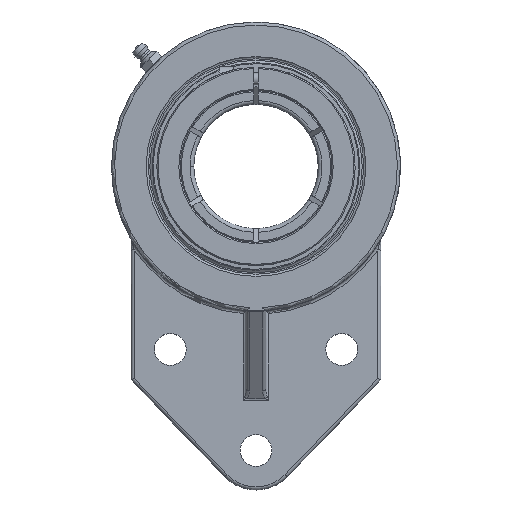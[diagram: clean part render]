
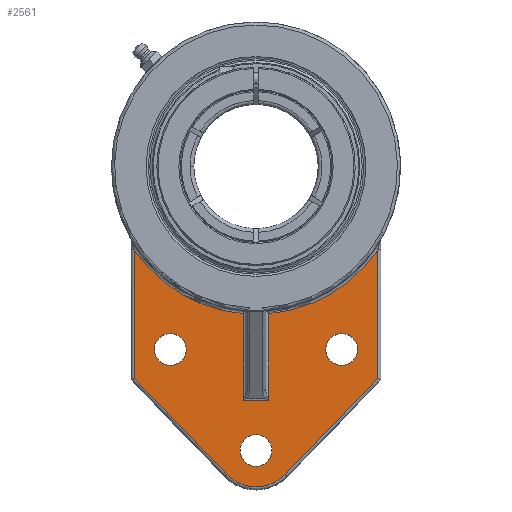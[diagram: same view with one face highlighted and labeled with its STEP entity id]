
A CAD part, top view. The second image highlights one B-rep face of the part: STEP entity #2561.
In plain terms, the highlighted planar face has unit normal (0, 0, 1).
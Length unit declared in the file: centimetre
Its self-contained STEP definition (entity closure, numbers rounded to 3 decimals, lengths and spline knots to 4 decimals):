
#934=CARTESIAN_POINT('',(-0.527,-9.5385,1.4));
#935=VERTEX_POINT('',#934);
#1453=CARTESIAN_POINT('',(0.527,-9.5385,1.4));
#1454=VERTEX_POINT('',#1453);
#1656=CARTESIAN_POINT('',(-5.2397,-9.5385,1.4));
#1657=DIRECTION('',(1.,0.,-0.));
#1658=VECTOR('',#1657,10.4794);
#1659=LINE('',#1656,#1658);
#1660=EDGE_CURVE('',#935,#1454,#1659,.T.);
#1673=CARTESIAN_POINT('',(0.527,-6.0039,1.4));
#1674=VERTEX_POINT('',#1673);
#1675=CARTESIAN_POINT('',(0.527,-13.3397,1.4));
#1676=DIRECTION('',(-0.,1.,0.));
#1677=VECTOR('',#1676,10.2677);
#1678=LINE('',#1675,#1677);
#1679=EDGE_CURVE('',#1454,#1674,#1678,.T.);
#1710=CARTESIAN_POINT('',(-0.527,-6.0039,1.4));
#1711=VERTEX_POINT('',#1710);
#1729=CARTESIAN_POINT('',(-0.527,-3.072,1.4));
#1730=DIRECTION('',(0.,-1.,0.));
#1731=VECTOR('',#1730,10.2677);
#1732=LINE('',#1729,#1731);
#1733=EDGE_CURVE('',#1711,#935,#1732,.T.);
#1746=CARTESIAN_POINT('',(4.973,-3.405,1.4));
#1747=VERTEX_POINT('',#1746);
#1755=CARTESIAN_POINT('',(4.973,-8.649,1.4));
#1756=VERTEX_POINT('',#1755);
#1757=CARTESIAN_POINT('',(4.973,-2.8265,1.4));
#1758=DIRECTION('',(0.,-1.,0.));
#1759=VECTOR('',#1758,10.5132);
#1760=LINE('',#1757,#1759);
#1761=EDGE_CURVE('',#1747,#1756,#1760,.T.);
#2066=CARTESIAN_POINT('',(-1.1876,-12.5689,1.4));
#2067=VERTEX_POINT('',#2066);
#2075=CARTESIAN_POINT('',(-4.973,-8.649,1.4));
#2076=VERTEX_POINT('',#2075);
#2077=CARTESIAN_POINT('',(-0.4433,-13.3397,1.4));
#2078=DIRECTION('',(-0.695,0.719,0.));
#2079=VECTOR('',#2078,7.1588);
#2080=LINE('',#2077,#2079);
#2081=EDGE_CURVE('',#2067,#2076,#2080,.T.);
#2106=CARTESIAN_POINT('',(-4.973,-3.405,1.4));
#2107=VERTEX_POINT('',#2106);
#2124=CARTESIAN_POINT('',(-4.973,-13.3397,1.4));
#2125=DIRECTION('',(0.,1.,-0.));
#2126=VECTOR('',#2125,10.5132);
#2127=LINE('',#2124,#2126);
#2128=EDGE_CURVE('',#2076,#2107,#2127,.T.);
#2400=CARTESIAN_POINT('',(1.1876,-12.5689,1.4));
#2401=VERTEX_POINT('',#2400);
#2409=CARTESIAN_POINT('',(0.,-11.422,1.4));
#2410=DIRECTION('',(-0.,0.,-1.));
#2411=DIRECTION('',(-0.,-1.,0.));
#2412=AXIS2_PLACEMENT_3D('',#2409,#2410,#2411);
#2413=CIRCLE('',#2412,1.651);
#2414=EDGE_CURVE('',#2401,#2067,#2413,.T.);
#2432=CARTESIAN_POINT('',(5.4161,-8.1901,1.4));
#2433=DIRECTION('',(-0.695,-0.719,0.));
#2434=VECTOR('',#2433,7.1588);
#2435=LINE('',#2432,#2434);
#2436=EDGE_CURVE('',#1756,#2401,#2435,.T.);
#2487=CARTESIAN_POINT('',(0.,0.,1.4));
#2488=DIRECTION('',(0.,0.,1.));
#2489=DIRECTION('',(0.528,-0.849,0.));
#2490=AXIS2_PLACEMENT_3D('',#2487,#2488,#2489);
#2491=CIRCLE('',#2490,6.027);
#2492=EDGE_CURVE('',#1674,#1747,#2491,.T.);
#2505=CARTESIAN_POINT('',(-0.,-3.4787,1.4));
#2506=DIRECTION('',(0.,0.,1.));
#2507=DIRECTION('',(1.,0.,0.));
#2508=AXIS2_PLACEMENT_3D('',#2505,#2506,#2507);
#2509=PLANE('',#2508);
#2510=CARTESIAN_POINT('',(2.85,-7.46,1.4));
#2511=VERTEX_POINT('',#2510);
#2512=CARTESIAN_POINT('',(3.5,-7.46,1.4));
#2513=DIRECTION('',(0.,0.,-1.));
#2514=DIRECTION('',(1.,0.,0.));
#2515=AXIS2_PLACEMENT_3D('',#2512,#2513,#2514);
#2516=CIRCLE('',#2515,0.65);
#2517=EDGE_CURVE('',#2511,#2511,#2516,.T.);
#2518=ORIENTED_EDGE('',*,*,#2517,.T.);
#2519=EDGE_LOOP('',(#2518));
#2520=FACE_BOUND('',#2519,.T.);
#2521=CARTESIAN_POINT('',(-0.65,-11.59,1.4));
#2522=VERTEX_POINT('',#2521);
#2523=CARTESIAN_POINT('',(0.,-11.59,1.4));
#2524=DIRECTION('',(0.,0.,-1.));
#2525=DIRECTION('',(1.,0.,0.));
#2526=AXIS2_PLACEMENT_3D('',#2523,#2524,#2525);
#2527=CIRCLE('',#2526,0.65);
#2528=EDGE_CURVE('',#2522,#2522,#2527,.T.);
#2529=ORIENTED_EDGE('',*,*,#2528,.T.);
#2530=EDGE_LOOP('',(#2529));
#2531=FACE_BOUND('',#2530,.T.);
#2532=CARTESIAN_POINT('',(-4.15,-7.46,1.4));
#2533=VERTEX_POINT('',#2532);
#2534=CARTESIAN_POINT('',(-3.5,-7.46,1.4));
#2535=DIRECTION('',(0.,0.,-1.));
#2536=DIRECTION('',(1.,0.,0.));
#2537=AXIS2_PLACEMENT_3D('',#2534,#2535,#2536);
#2538=CIRCLE('',#2537,0.65);
#2539=EDGE_CURVE('',#2533,#2533,#2538,.T.);
#2540=ORIENTED_EDGE('',*,*,#2539,.T.);
#2541=EDGE_LOOP('',(#2540));
#2542=FACE_BOUND('',#2541,.T.);
#2543=ORIENTED_EDGE('',*,*,#1679,.F.);
#2544=ORIENTED_EDGE('',*,*,#1660,.F.);
#2545=ORIENTED_EDGE('',*,*,#1733,.F.);
#2546=CARTESIAN_POINT('',(0.,0.,1.4));
#2547=DIRECTION('',(0.,0.,1.));
#2548=DIRECTION('',(-0.528,-0.849,0.));
#2549=AXIS2_PLACEMENT_3D('',#2546,#2547,#2548);
#2550=CIRCLE('',#2549,6.027);
#2551=EDGE_CURVE('',#2107,#1711,#2550,.T.);
#2552=ORIENTED_EDGE('',*,*,#2551,.F.);
#2553=ORIENTED_EDGE('',*,*,#2128,.F.);
#2554=ORIENTED_EDGE('',*,*,#2081,.F.);
#2555=ORIENTED_EDGE('',*,*,#2414,.F.);
#2556=ORIENTED_EDGE('',*,*,#2436,.F.);
#2557=ORIENTED_EDGE('',*,*,#1761,.F.);
#2558=ORIENTED_EDGE('',*,*,#2492,.F.);
#2559=EDGE_LOOP('',(#2543,#2544,#2545,#2552,#2553,#2554,#2555,#2556,#2557,#2558));
#2560=FACE_BOUND('',#2559,.T.);
#2561=ADVANCED_FACE('',(#2520,#2531,#2542,#2560),#2509,.T.);
